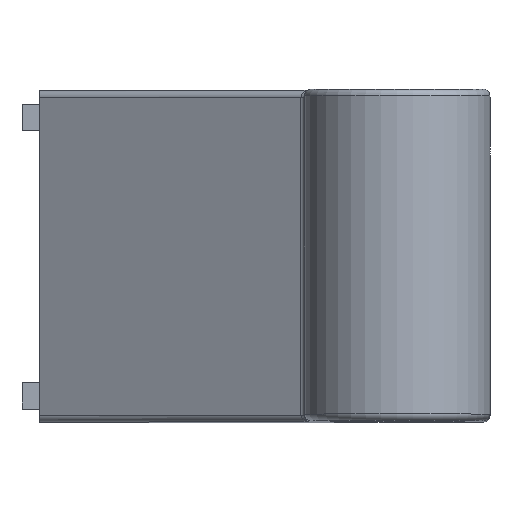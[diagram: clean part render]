
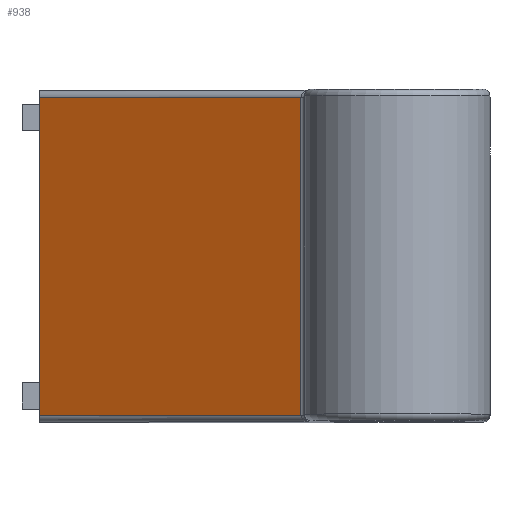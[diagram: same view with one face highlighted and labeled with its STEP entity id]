
A CAD part, top view. The second image highlights one B-rep face of the part: STEP entity #938.
In plain terms, the highlighted planar face has unit normal (-0.482, 0, 0.876).
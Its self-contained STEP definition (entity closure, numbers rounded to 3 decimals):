
#742=CARTESIAN_POINT('',(19.741,12.0,44.858));
#743=VERTEX_POINT('',#742);
#751=CARTESIAN_POINT('',(19.741,-12.,44.858));
#752=VERTEX_POINT('',#751);
#753=CARTESIAN_POINT('',(19.741,12.0,44.858));
#754=DIRECTION('',(0.0,-1.0,0.0));
#755=VECTOR('',#754,24.0);
#756=LINE('',#753,#755);
#757=EDGE_CURVE('',#743,#752,#756,.T.);
#896=CARTESIAN_POINT('',(0.0,-12.,34.0));
#897=VERTEX_POINT('',#896);
#898=CARTESIAN_POINT('',(19.741,-12.,44.858));
#899=DIRECTION('',(-0.876,0.0,-0.482));
#900=VECTOR('',#899,22.53);
#901=LINE('',#898,#900);
#902=EDGE_CURVE('',#752,#897,#901,.T.);
#915=CARTESIAN_POINT('',(0.0,12.5,34.0));
#916=DIRECTION('',(-0.482,0.0,0.876));
#917=DIRECTION('',(0.0,-1.0,0.0));
#918=AXIS2_PLACEMENT_3D('',#915,#916,#917);
#919=PLANE('',#918);
#920=ORIENTED_EDGE('',*,*,#757,.F.);
#921=CARTESIAN_POINT('',(0.0,12.0,34.0));
#922=VERTEX_POINT('',#921);
#923=CARTESIAN_POINT('',(0.,12.0,34.));
#924=DIRECTION('',(0.876,0.0,0.482));
#925=VECTOR('',#924,22.53);
#926=LINE('',#923,#925);
#927=EDGE_CURVE('',#922,#743,#926,.T.);
#928=ORIENTED_EDGE('',*,*,#927,.F.);
#929=CARTESIAN_POINT('',(0.0,12.0,34.0));
#930=DIRECTION('',(0.0,-1.0,0.0));
#931=VECTOR('',#930,24.0);
#932=LINE('',#929,#931);
#933=EDGE_CURVE('',#922,#897,#932,.T.);
#934=ORIENTED_EDGE('',*,*,#933,.T.);
#935=ORIENTED_EDGE('',*,*,#902,.F.);
#936=EDGE_LOOP('',(#920,#928,#934,#935));
#937=FACE_OUTER_BOUND('',#936,.T.);
#938=ADVANCED_FACE('',(#937),#919,.T.);
